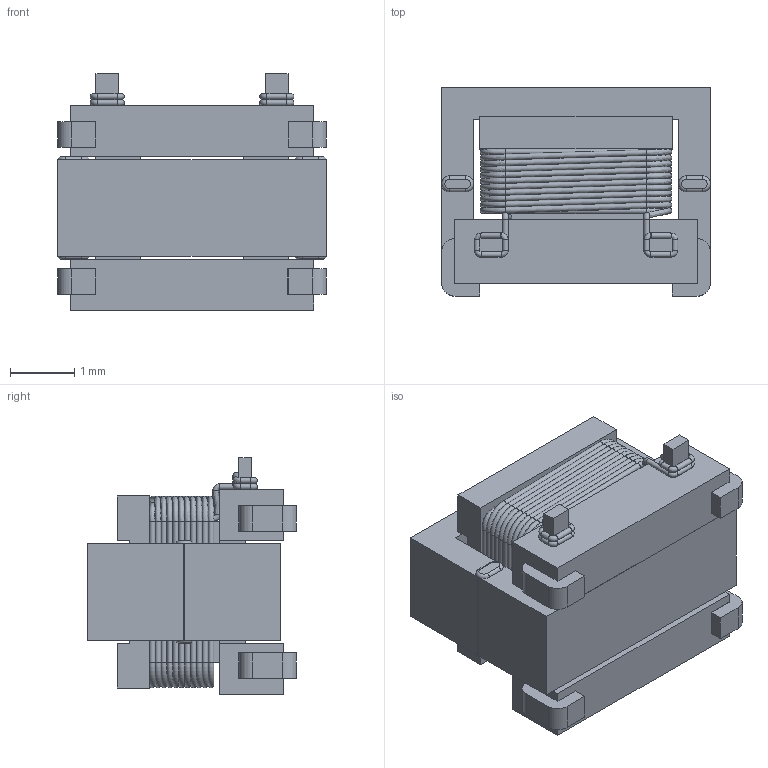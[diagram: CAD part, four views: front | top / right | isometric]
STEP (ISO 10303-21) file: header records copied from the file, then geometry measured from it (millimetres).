
FILE_DESCRIPTION(/* description */ ('Unknown'),/* implementation_level */ '2;1');
FILE_NAME(/* name */ '749252xxx',/* time_stamp */ '2020-02-07T09:35:30+01:00',/* author */ ('Unknown'),/* organization */ ('Unknown'),/* preprocessor_version */ 'ST-DEVELOPER v16.7',/* originating_system */ 'DEX',/* authorisation */ $);
FILE_SCHEMA (('AUTOMOTIVE_DESIGN {1 0 10303 214 3 1 1}'));
Length unit declared in the file: millimetre
Products named in the file (8): 749252xxx; Core bottom; Bobbin; Pin 1; Pin 2; Glue; Core top; coil
Assembly tree (11 placements, depth 2):
  749252xxx
    Core bottom
    Bobbin
    Pin 1  x4
    Pin 2  x2
    Glue
    Core top
    coil
Bounding box: 4.2 x 3.26 x 3.7 mm (x, y, z)
Volume: 29.1 mm3; surface area: 276.4 mm2
Topology: 12 solids, 12 shells, 635 faces, 1416 edges, 816 vertices
Faces by surface type: cylinder 213, plane 211, bspline 107, torus 104
Full cylindrical faces by diameter (mm): 0.09 x184, 0.4 x1
Entity records: 23273 total; most frequent: CARTESIAN_POINT 8454, DIRECTION 2193, ORIENTED_EDGE 1830, EDGE_LOOP 978, FACE_BOUND 978, AXIS2_PLACEMENT_3D 916, EDGE_CURVE 915, VERTEX_POINT 729
